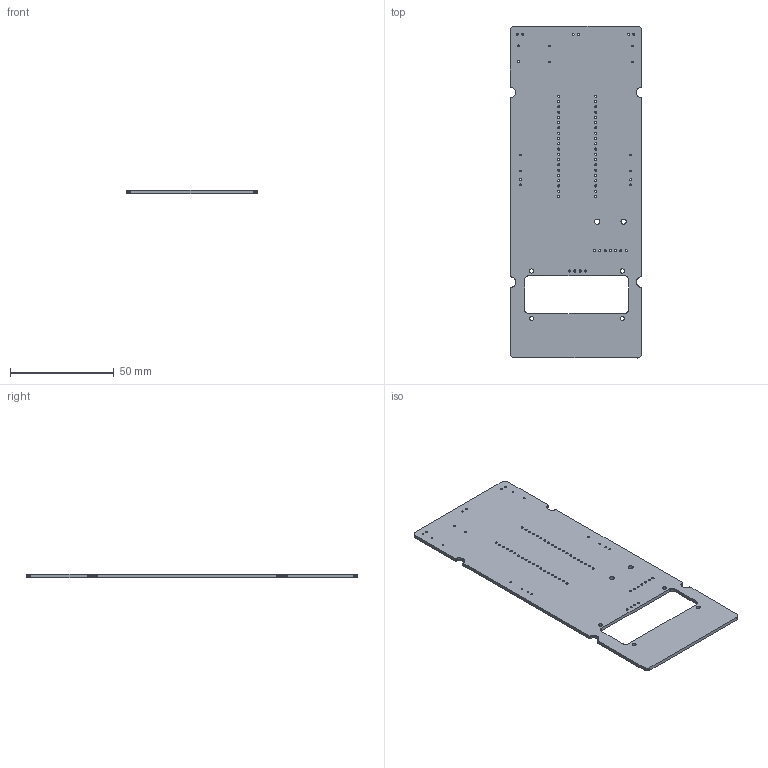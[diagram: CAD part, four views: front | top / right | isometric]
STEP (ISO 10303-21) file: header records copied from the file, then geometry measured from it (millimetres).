
FILE_DESCRIPTION(('KiCad electronic assembly'),'2;1');
FILE_NAME('portalgun pcb.step','2024-02-28T18:20:39',('Pcbnew'),('Kicad' ),'Open CASCADE STEP processor 7.6','KiCad to STEP converter', 'Unknown');
FILE_SCHEMA(('AUTOMOTIVE_DESIGN { 1 0 10303 214 1 1 1 1 }'));
Length unit declared in the file: millimetre
Products named in the file (2): portalgun pcb 1; portalgun pcb PCB
Assembly tree (1 placements, depth 2):
  portalgun pcb 1
    portalgun pcb PCB
Bounding box: 63.27 x 159.82 x 1.6 mm (x, y, z)
Volume: 14501.2 mm3; surface area: 19477.4 mm2
Topology: 1 solids, 1 shells, 279 faces, 831 edges, 554 vertices
Faces by surface type: plane 202, cylinder 77
Full cylindrical faces by diameter (mm): 0.8 x10, 0.9 x10, 1 x7, 1.016 x4, 1.02 x40, 2 x4, 2.5 x2
Entity records: 20943 total; most frequent: CARTESIAN_POINT 4252, DIRECTION 3055, LINE 2185, VECTOR 2185, ORIENTED_EDGE 1662, PCURVE 1662, DEFINITIONAL_REPRESENTATION 1662, EDGE_CURVE 831
